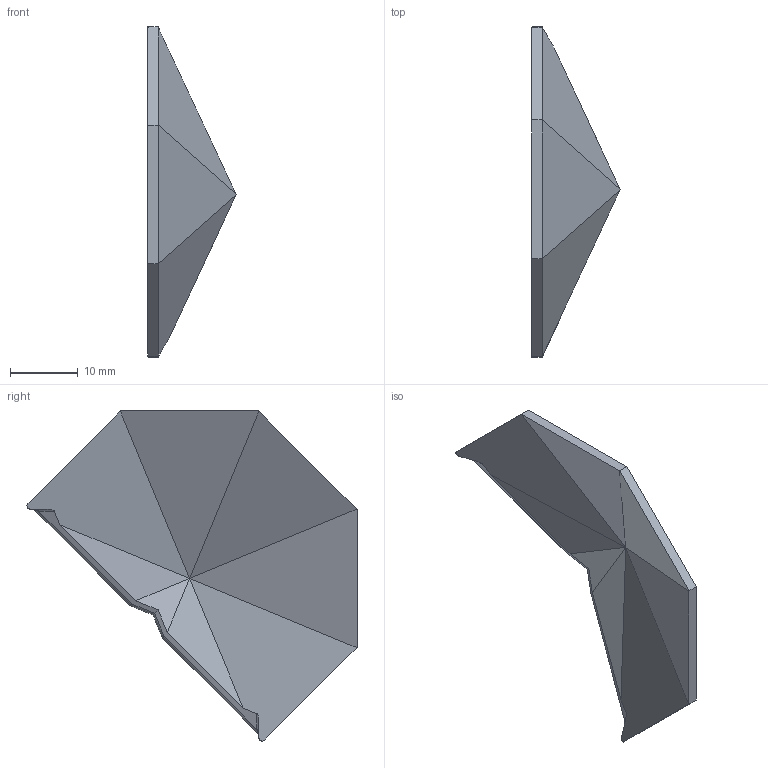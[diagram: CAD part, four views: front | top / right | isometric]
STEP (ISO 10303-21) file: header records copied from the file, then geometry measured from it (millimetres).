
FILE_DESCRIPTION((''),'2;1');
FILE_NAME('OCTOROOF','2023-12-18T10:25:09',('e765726'),(''),'CREO PARAMETRIC BY PTC INC, 2022024','CREO PARAMETRIC BY PTC INC, 2022024','');
FILE_SCHEMA(('CONFIG_CONTROL_DESIGN'));
Length unit declared in the file: inch
Products named in the file (1): OCTOROOF
Bounding box: 13.09 x 48.89 x 48.89 mm (x, y, z)
Volume: 2210.3 mm3; surface area: 3420.8 mm2
Topology: 1 solids, 1 shells, 39 faces, 88 edges, 51 vertices
Faces by surface type: plane 25, cylinder 10, bspline 4
Entity records: 1342 total; most frequent: CARTESIAN_POINT 508, ORIENTED_EDGE 176, DIRECTION 135, EDGE_CURVE 88, VECTOR 57, LINE 57, VERTEX_POINT 51, AXIS2_PLACEMENT_3D 39
